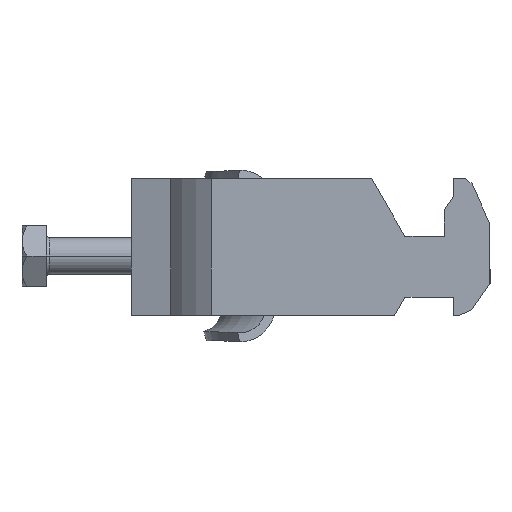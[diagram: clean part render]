
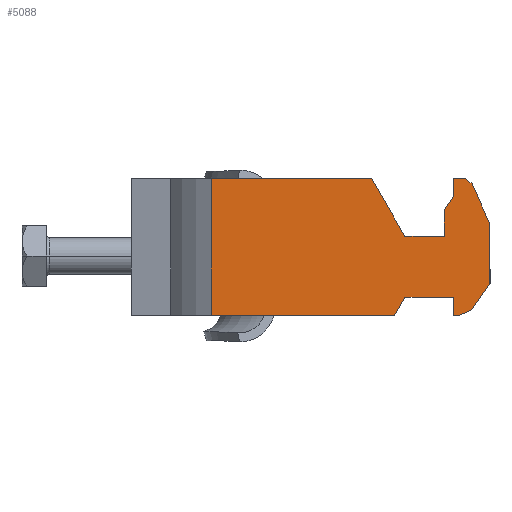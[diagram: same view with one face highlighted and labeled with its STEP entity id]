
A CAD part, left-side view. The second image highlights one B-rep face of the part: STEP entity #5088.
In plain terms, the highlighted planar face has unit normal (-1, 0, 0).
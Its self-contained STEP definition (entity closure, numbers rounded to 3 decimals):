
#39 = ORIENTED_EDGE ( 'NONE', *, *, #6700, .F. ) ;
#216 = CARTESIAN_POINT ( 'NONE',  ( -16.5, -13.133, 11.25 ) ) ;
#440 = DIRECTION ( 'NONE',  ( 0., 1., 0. ) ) ;
#498 = CARTESIAN_POINT ( 'NONE',  ( -16.5, -53., 11.25 ) ) ;
#521 = LINE ( 'NONE', #6830, #3117 ) ;
#624 = VERTEX_POINT ( 'NONE', #8841 ) ;
#698 = LINE ( 'NONE', #7878, #12679 ) ;
#728 = VECTOR ( 'NONE', #13231, 1000. ) ;
#753 = DIRECTION ( 'NONE',  ( 0., 0., -1. ) ) ;
#884 = LINE ( 'NONE', #13091, #13046 ) ;
#947 = CARTESIAN_POINT ( 'NONE',  ( -16.5, -97., -8.25 ) ) ;
#1055 = DIRECTION ( 'NONE',  ( 1., 0., 0. ) ) ;
#1077 = DIRECTION ( 'NONE',  ( 0., 0.914, -0.407 ) ) ;
#1079 = EDGE_CURVE ( 'NONE', #7032, #5205, #6060, .T. ) ;
#1154 = EDGE_CURVE ( 'NONE', #7257, #2195, #3764, .T. ) ;
#1280 = LINE ( 'NONE', #12539, #8542 ) ;
#1289 = LINE ( 'NONE', #9362, #1665 ) ;
#1665 = VECTOR ( 'NONE', #8354, 1000. ) ;
#1864 = CARTESIAN_POINT ( 'NONE',  ( -16.5, -56., -10.36 ) ) ;
#2011 = EDGE_CURVE ( 'NONE', #7727, #8396, #2974, .T. ) ;
#2143 = CARTESIAN_POINT ( 'NONE',  ( -16.5, -51.5, 1.75 ) ) ;
#2195 = VERTEX_POINT ( 'NONE', #216 ) ;
#2275 = ORIENTED_EDGE ( 'NONE', *, *, #3504, .F. ) ;
#2458 = CARTESIAN_POINT ( 'NONE',  ( -16.5, -39.515, 11.25 ) ) ;
#2614 = DIRECTION ( 'NONE',  ( 0., 1., 0. ) ) ;
#2747 = CARTESIAN_POINT ( 'NONE',  ( -16.5, -45., -8.25 ) ) ;
#2764 = DIRECTION ( 'NONE',  ( 0., 0., 1. ) ) ;
#2807 = VERTEX_POINT ( 'NONE', #3190 ) ;
#2944 = DIRECTION ( 'NONE',  ( 0., 0., 1. ) ) ;
#2974 = LINE ( 'NONE', #9987, #9660 ) ;
#3049 = CARTESIAN_POINT ( 'NONE',  ( -16.5, -13.133, -11.25 ) ) ;
#3069 = ORIENTED_EDGE ( 'NONE', *, *, #9239, .F. ) ;
#3117 = VECTOR ( 'NONE', #6763, 1000. ) ;
#3190 = CARTESIAN_POINT ( 'NONE',  ( -16.5, -45., 1.75 ) ) ;
#3425 = VERTEX_POINT ( 'NONE', #2143 ) ;
#3504 = EDGE_CURVE ( 'NONE', #2807, #3425, #521, .T. ) ;
#3764 = LINE ( 'NONE', #7869, #12768 ) ;
#3848 = LINE ( 'NONE', #12023, #7863 ) ;
#3958 = EDGE_CURVE ( 'NONE', #4616, #7257, #5574, .T. ) ;
#4048 = ORIENTED_EDGE ( 'NONE', *, *, #9144, .F. ) ;
#4063 = CARTESIAN_POINT ( 'NONE',  ( -16.5, -97., 11.25 ) ) ;
#4191 = ORIENTED_EDGE ( 'NONE', *, *, #6369, .F. ) ;
#4206 = ORIENTED_EDGE ( 'NONE', *, *, #10801, .F. ) ;
#4266 = VERTEX_POINT ( 'NONE', #5423 ) ;
#4350 = PLANE ( 'NONE',  #9960 ) ;
#4545 = EDGE_CURVE ( 'NONE', #9939, #5254, #12145, .T. ) ;
#4616 = VERTEX_POINT ( 'NONE', #8566 ) ;
#4786 = DIRECTION ( 'NONE',  ( 0., 0., 1. ) ) ;
#4796 = ORIENTED_EDGE ( 'NONE', *, *, #1079, .F. ) ;
#4937 = ORIENTED_EDGE ( 'NONE', *, *, #11645, .F. ) ;
#4989 = DIRECTION ( 'NONE',  ( 0., -0.5, -0.866 ) ) ;
#5088 = ADVANCED_FACE ( 'NONE', ( #9200 ), #4350, .F. ) ;
#5181 = CARTESIAN_POINT ( 'NONE',  ( -16.5, -79.642, 23.404 ) ) ;
#5205 = VERTEX_POINT ( 'NONE', #2747 ) ;
#5254 = VERTEX_POINT ( 'NONE', #1864 ) ;
#5296 = CARTESIAN_POINT ( 'NONE',  ( -16.5, -53., -8.25 ) ) ;
#5308 = VECTOR ( 'NONE', #8473, 1000. ) ;
#5323 = DIRECTION ( 'NONE',  ( 0., -0.407, -0.914 ) ) ;
#5408 = LINE ( 'NONE', #10666, #9938 ) ;
#5423 = CARTESIAN_POINT ( 'NONE',  ( -16.5, -53., 8.25 ) ) ;
#5504 = CARTESIAN_POINT ( 'NONE',  ( -16.5, -97., -11.25 ) ) ;
#5535 = VERTEX_POINT ( 'NONE', #8179 ) ;
#5537 = VECTOR ( 'NONE', #4786, 1000. ) ;
#5574 = LINE ( 'NONE', #5504, #9577 ) ;
#5685 = EDGE_CURVE ( 'NONE', #3425, #5535, #7484, .T. ) ;
#5745 = VERTEX_POINT ( 'NONE', #11598 ) ;
#5861 = VECTOR ( 'NONE', #9157, 1000. ) ;
#5951 = EDGE_CURVE ( 'NONE', #5254, #5745, #1280, .T. ) ;
#6060 = LINE ( 'NONE', #947, #5861 ) ;
#6369 = EDGE_CURVE ( 'NONE', #4266, #8396, #12898, .T. ) ;
#6452 = CARTESIAN_POINT ( 'NONE',  ( -16.5, -59., -6.075 ) ) ;
#6700 = EDGE_CURVE ( 'NONE', #7727, #12774, #1289, .T. ) ;
#6763 = DIRECTION ( 'NONE',  ( 0., -1., 0. ) ) ;
#6805 = VECTOR ( 'NONE', #11460, 1000. ) ;
#6830 = CARTESIAN_POINT ( 'NONE',  ( -16.5, -97., 1.75 ) ) ;
#7032 = VERTEX_POINT ( 'NONE', #5296 ) ;
#7236 = ORIENTED_EDGE ( 'NONE', *, *, #5951, .F. ) ;
#7247 = VECTOR ( 'NONE', #2944, 1000. ) ;
#7257 = VERTEX_POINT ( 'NONE', #3049 ) ;
#7484 = LINE ( 'NONE', #10586, #6805 ) ;
#7494 = EDGE_CURVE ( 'NONE', #8630, #2195, #5408, .T. ) ;
#7583 = EDGE_CURVE ( 'NONE', #12774, #624, #12148, .T. ) ;
#7593 = EDGE_LOOP ( 'NONE', ( #4206, #4796, #4048, #4937, #7236, #12236, #8112, #7753, #39, #12318, #4191, #3069, #7903, #2275, #10223, #10503, #11241, #7750 ) ) ;
#7727 = VERTEX_POINT ( 'NONE', #9510 ) ;
#7750 = ORIENTED_EDGE ( 'NONE', *, *, #3958, .F. ) ;
#7753 = ORIENTED_EDGE ( 'NONE', *, *, #7583, .F. ) ;
#7863 = VECTOR ( 'NONE', #4989, 1000. ) ;
#7869 = CARTESIAN_POINT ( 'NONE',  ( -16.5, -13.133, 11.25 ) ) ;
#7878 = CARTESIAN_POINT ( 'NONE',  ( -16.5, -66.444, 28.892 ) ) ;
#7881 = DIRECTION ( 'NONE',  ( 0., 1., 0. ) ) ;
#7903 = ORIENTED_EDGE ( 'NONE', *, *, #5685, .F. ) ;
#8112 = ORIENTED_EDGE ( 'NONE', *, *, #12771, .F. ) ;
#8146 = DIRECTION ( 'NONE',  ( 0., 1., 0. ) ) ;
#8179 = CARTESIAN_POINT ( 'NONE',  ( -16.5, -51.5, 6.108 ) ) ;
#8256 = LINE ( 'NONE', #9211, #5308 ) ;
#8354 = DIRECTION ( 'NONE',  ( 0., -0.766, -0.643 ) ) ;
#8396 = VERTEX_POINT ( 'NONE', #10026 ) ;
#8460 = DIRECTION ( 'NONE',  ( 0., 1., 0. ) ) ;
#8473 = DIRECTION ( 'NONE',  ( 0., -0.574, 0.819 ) ) ;
#8542 = VECTOR ( 'NONE', #1077, 1000. ) ;
#8566 = CARTESIAN_POINT ( 'NONE',  ( -16.5, -43.268, -11.25 ) ) ;
#8630 = VERTEX_POINT ( 'NONE', #2458 ) ;
#8632 = CARTESIAN_POINT ( 'NONE',  ( -16.5, -62.5, -4.111 ) ) ;
#8756 = CARTESIAN_POINT ( 'NONE',  ( -16.5, -53., -11.25 ) ) ;
#8841 = CARTESIAN_POINT ( 'NONE',  ( -16.5, -59., 3.75 ) ) ;
#9144 = EDGE_CURVE ( 'NONE', #11062, #7032, #13071, .T. ) ;
#9157 = DIRECTION ( 'NONE',  ( 0., 1., 0. ) ) ;
#9200 = FACE_OUTER_BOUND ( 'NONE', #7593, .T. ) ;
#9211 = CARTESIAN_POINT ( 'NONE',  ( -16.5, -68.885, 30.936 ) ) ;
#9239 = EDGE_CURVE ( 'NONE', #5535, #4266, #8256, .T. ) ;
#9362 = CARTESIAN_POINT ( 'NONE',  ( -16.5, -79.647, -9.431 ) ) ;
#9370 = CARTESIAN_POINT ( 'NONE',  ( -16.5, -97., -11.25 ) ) ;
#9510 = CARTESIAN_POINT ( 'NONE',  ( -16.5, -55., 11.25 ) ) ;
#9577 = VECTOR ( 'NONE', #2614, 1000. ) ;
#9660 = VECTOR ( 'NONE', #7881, 1000. ) ;
#9939 = VERTEX_POINT ( 'NONE', #6452 ) ;
#9938 = VECTOR ( 'NONE', #440, 1000. ) ;
#9960 = AXIS2_PLACEMENT_3D ( 'NONE', #4063, #1055, #8460 ) ;
#9984 = DIRECTION ( 'NONE',  ( 0., 0.5, -0.866 ) ) ;
#9987 = CARTESIAN_POINT ( 'NONE',  ( -16.5, -97., 11.25 ) ) ;
#10026 = CARTESIAN_POINT ( 'NONE',  ( -16.5, -53., 11.25 ) ) ;
#10035 = CARTESIAN_POINT ( 'NONE',  ( -16.5, -56.055, 10.365 ) ) ;
#10223 = ORIENTED_EDGE ( 'NONE', *, *, #12476, .F. ) ;
#10354 = VECTOR ( 'NONE', #5323, 1000. ) ;
#10503 = ORIENTED_EDGE ( 'NONE', *, *, #7494, .T. ) ;
#10586 = CARTESIAN_POINT ( 'NONE',  ( -16.5, -51.5, 11.25 ) ) ;
#10666 = CARTESIAN_POINT ( 'NONE',  ( -16.5, -97., 11.25 ) ) ;
#10801 = EDGE_CURVE ( 'NONE', #5205, #4616, #698, .T. ) ;
#11030 = CARTESIAN_POINT ( 'NONE',  ( -16.5, -53., 11.25 ) ) ;
#11062 = VERTEX_POINT ( 'NONE', #8756 ) ;
#11193 = LINE ( 'NONE', #9370, #11600 ) ;
#11241 = ORIENTED_EDGE ( 'NONE', *, *, #1154, .F. ) ;
#11460 = DIRECTION ( 'NONE',  ( 0., 0., 1. ) ) ;
#11598 = CARTESIAN_POINT ( 'NONE',  ( -16.5, -54., -11.25 ) ) ;
#11600 = VECTOR ( 'NONE', #8146, 1000. ) ;
#11645 = EDGE_CURVE ( 'NONE', #5745, #11062, #11193, .T. ) ;
#12023 = CARTESIAN_POINT ( 'NONE',  ( -16.5, -53.886, -13.642 ) ) ;
#12145 = LINE ( 'NONE', #5181, #728 ) ;
#12148 = LINE ( 'NONE', #8632, #10354 ) ;
#12236 = ORIENTED_EDGE ( 'NONE', *, *, #4545, .F. ) ;
#12318 = ORIENTED_EDGE ( 'NONE', *, *, #2011, .T. ) ;
#12476 = EDGE_CURVE ( 'NONE', #8630, #2807, #3848, .T. ) ;
#12539 = CARTESIAN_POINT ( 'NONE',  ( -16.5, -98.247, 8.45 ) ) ;
#12679 = VECTOR ( 'NONE', #9984, 1000. ) ;
#12768 = VECTOR ( 'NONE', #2764, 1000. ) ;
#12771 = EDGE_CURVE ( 'NONE', #624, #9939, #884, .T. ) ;
#12774 = VERTEX_POINT ( 'NONE', #10035 ) ;
#12898 = LINE ( 'NONE', #498, #5537 ) ;
#13046 = VECTOR ( 'NONE', #753, 1000. ) ;
#13071 = LINE ( 'NONE', #11030, #7247 ) ;
#13091 = CARTESIAN_POINT ( 'NONE',  ( -16.5, -59., 11.25 ) ) ;
#13231 = DIRECTION ( 'NONE',  ( 0., 0.574, -0.819 ) ) ;
